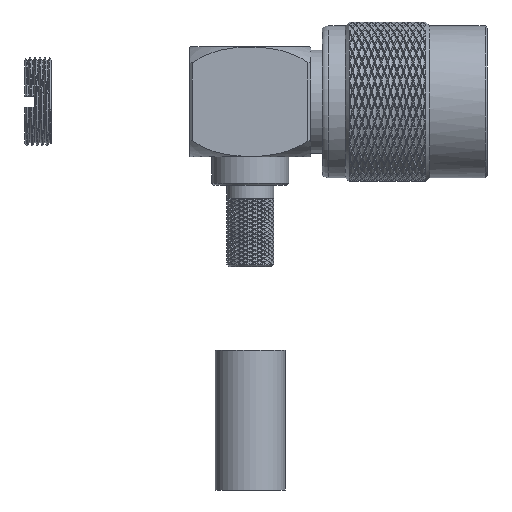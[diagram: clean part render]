
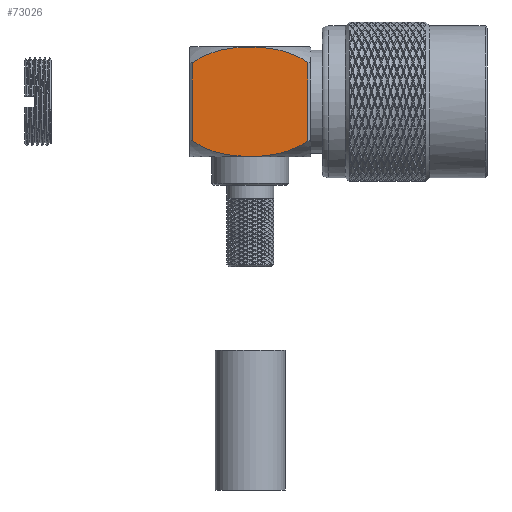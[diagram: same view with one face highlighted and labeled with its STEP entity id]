
A CAD part, left-side view. The second image highlights one B-rep face of the part: STEP entity #73026.
In plain terms, the highlighted planar face has unit normal (-1, 0, 0).
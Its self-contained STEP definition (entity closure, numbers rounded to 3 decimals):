
#5877=B_SPLINE_CURVE_WITH_KNOTS('',3,(#238988,#238989,#238990,#238991,#238992,
#238993,#238994),.UNSPECIFIED.,.F.,.F.,(4,1,1,1,4),(0.034,
0.037,0.04,0.042,0.045),
 .UNSPECIFIED.);
#5878=B_SPLINE_CURVE_WITH_KNOTS('',3,(#238996,#238997,#238998,#238999,#239000,
#239001,#239002),.UNSPECIFIED.,.F.,.F.,(4,1,1,1,4),(0.034,
0.037,0.04,0.042,0.045),
 .UNSPECIFIED.);
#10611=LINE('',#238986,#11182);
#10612=LINE('',#239004,#11183);
#11182=VECTOR('',#115998,1000.);
#11183=VECTOR('',#116001,1000.);
#15843=PLANE('',#112790);
#27177=ORIENTED_EDGE('',*,*,#45184,.F.);
#27178=ORIENTED_EDGE('',*,*,#45183,.T.);
#27179=ORIENTED_EDGE('',*,*,#45185,.T.);
#27180=ORIENTED_EDGE('',*,*,#45186,.T.);
#45183=EDGE_CURVE('',#54163,#54164,#10611,.T.);
#45184=EDGE_CURVE('',#54163,#54165,#5877,.T.);
#45185=EDGE_CURVE('',#54164,#54166,#5878,.T.);
#45186=EDGE_CURVE('',#54166,#54165,#10612,.T.);
#54163=VERTEX_POINT('',#238980);
#54164=VERTEX_POINT('',#238985);
#54165=VERTEX_POINT('',#238995);
#54166=VERTEX_POINT('',#239003);
#61160=EDGE_LOOP('',(#27177,#27178,#27179,#27180));
#66511=FACE_BOUND('',#61160,.T.);
#73026=ADVANCED_FACE('',(#66511),#15843,.T.);
#112790=AXIS2_PLACEMENT_3D('',#238987,#115999,#116000);
#115998=DIRECTION('',(0.,0.,-1.));
#115999=DIRECTION('',(-1.,0.,0.));
#116000=DIRECTION('',(0.,-1.,0.));
#116001=DIRECTION('',(0.,0.,1.));
#238980=CARTESIAN_POINT('',(-5.5,10.66,3.538));
#238985=CARTESIAN_POINT('',(-5.5,10.66,-3.538));
#238986=CARTESIAN_POINT('',(-5.5,10.66,5.));
#238987=CARTESIAN_POINT('',(-5.5,-0.09,5.));
#238988=CARTESIAN_POINT('',(-5.5,10.66,3.538));
#238989=CARTESIAN_POINT('',(-5.5,9.919,4.095));
#238990=CARTESIAN_POINT('',(-5.5,8.179,4.82));
#238991=CARTESIAN_POINT('',(-5.5,5.366,5.058));
#238992=CARTESIAN_POINT('',(-5.5,2.645,4.815));
#238993=CARTESIAN_POINT('',(-5.5,0.902,4.095));
#238994=CARTESIAN_POINT('',(-5.5,0.16,3.538));
#238995=CARTESIAN_POINT('',(-5.5,0.16,3.538));
#238996=CARTESIAN_POINT('',(-5.5,10.66,-3.538));
#238997=CARTESIAN_POINT('',(-5.5,9.919,-4.095));
#238998=CARTESIAN_POINT('',(-5.5,8.179,-4.82));
#238999=CARTESIAN_POINT('',(-5.5,5.366,-5.058));
#239000=CARTESIAN_POINT('',(-5.5,2.645,-4.815));
#239001=CARTESIAN_POINT('',(-5.5,0.902,-4.095));
#239002=CARTESIAN_POINT('',(-5.5,0.16,-3.538));
#239003=CARTESIAN_POINT('',(-5.5,0.16,-3.538));
#239004=CARTESIAN_POINT('',(-5.5,0.16,5.));
